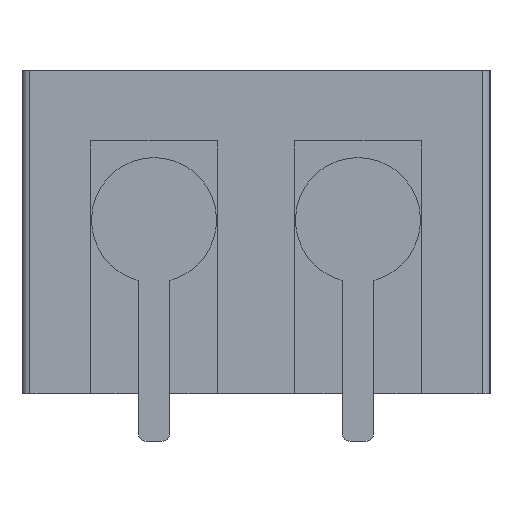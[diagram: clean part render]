
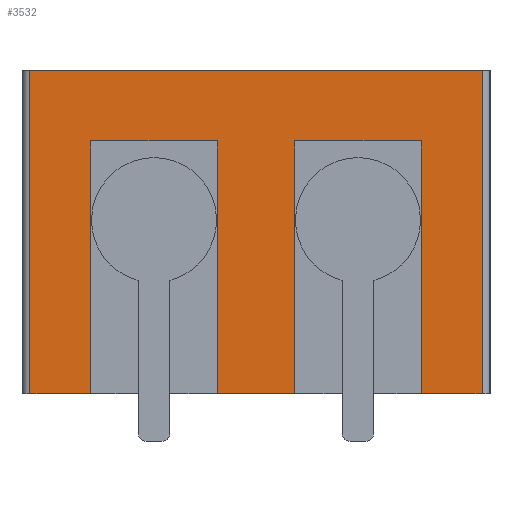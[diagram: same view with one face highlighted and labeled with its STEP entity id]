
A CAD part, left-side view. The second image highlights one B-rep face of the part: STEP entity #3532.
In plain terms, the highlighted planar face has unit normal (-1, 0, 0).
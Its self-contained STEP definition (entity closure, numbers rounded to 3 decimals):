
#13 = EDGE_LOOP ( 'NONE', ( #2493, #297, #671, #1094, #3133, #1142, #3980, #2058, #2535, #3994, #369, #3396 ) ) ;
#86 = VECTOR ( 'NONE', #3479, 1000. ) ;
#98 = CARTESIAN_POINT ( 'NONE',  ( 0., 14.8, 0. ) ) ;
#99 = PLANE ( 'NONE',  #1238 ) ;
#137 = VECTOR ( 'NONE', #3471, 1000. ) ;
#158 = CARTESIAN_POINT ( 'NONE',  ( 0., 25.25, 16. ) ) ;
#192 = VECTOR ( 'NONE', #3026, 1000. ) ;
#216 = VECTOR ( 'NONE', #4324, 1000. ) ;
#237 = VERTEX_POINT ( 'NONE', #4142 ) ;
#252 = CARTESIAN_POINT ( 'NONE',  ( 0., 29.1, 20.45 ) ) ;
#297 = ORIENTED_EDGE ( 'NONE', *, *, #985, .T. ) ;
#303 = CARTESIAN_POINT ( 'NONE',  ( 0., 12.35, 0. ) ) ;
#334 = DIRECTION ( 'NONE',  ( 0., 1., 0. ) ) ;
#348 = CARTESIAN_POINT ( 'NONE',  ( 0., 4.35, 16. ) ) ;
#367 = LINE ( 'NONE', #661, #3869 ) ;
#369 = ORIENTED_EDGE ( 'NONE', *, *, #3896, .T. ) ;
#504 = DIRECTION ( 'NONE',  ( 0., -1., 0. ) ) ;
#509 = EDGE_CURVE ( 'NONE', #3436, #1925, #2898, .T. ) ;
#631 = VERTEX_POINT ( 'NONE', #2590 ) ;
#660 = DIRECTION ( 'NONE',  ( 0., 0., -1. ) ) ;
#661 = CARTESIAN_POINT ( 'NONE',  ( 0., 25.25, 0. ) ) ;
#671 = ORIENTED_EDGE ( 'NONE', *, *, #4226, .T. ) ;
#689 = CARTESIAN_POINT ( 'NONE',  ( 0., 0., 0. ) ) ;
#788 = EDGE_CURVE ( 'NONE', #1925, #1337, #2680, .T. ) ;
#826 = VECTOR ( 'NONE', #3488, 1000. ) ;
#918 = CARTESIAN_POINT ( 'NONE',  ( 0., 12.35, 0. ) ) ;
#985 = EDGE_CURVE ( 'NONE', #1337, #1190, #3055, .T. ) ;
#1004 = EDGE_CURVE ( 'NONE', #1196, #3931, #367, .T. ) ;
#1046 = DIRECTION ( 'NONE',  ( 0., 0., 1. ) ) ;
#1092 = VECTOR ( 'NONE', #3512, 1000. ) ;
#1094 = ORIENTED_EDGE ( 'NONE', *, *, #2699, .T. ) ;
#1108 = DIRECTION ( 'NONE',  ( 0., 0., -1. ) ) ;
#1112 = CARTESIAN_POINT ( 'NONE',  ( 0., 0.5, 0. ) ) ;
#1137 = CARTESIAN_POINT ( 'NONE',  ( 0., 14.8, 0. ) ) ;
#1142 = ORIENTED_EDGE ( 'NONE', *, *, #2926, .T. ) ;
#1164 = VERTEX_POINT ( 'NONE', #4321 ) ;
#1180 = EDGE_CURVE ( 'NONE', #1646, #1164, #1220, .T. ) ;
#1190 = VERTEX_POINT ( 'NONE', #252 ) ;
#1196 = VERTEX_POINT ( 'NONE', #3311 ) ;
#1220 = LINE ( 'NONE', #918, #216 ) ;
#1238 = AXIS2_PLACEMENT_3D ( 'NONE', #689, #3069, #1046 ) ;
#1260 = CARTESIAN_POINT ( 'NONE',  ( 0., 0.5, 0. ) ) ;
#1337 = VERTEX_POINT ( 'NONE', #2684 ) ;
#1467 = LINE ( 'NONE', #3475, #2358 ) ;
#1485 = EDGE_CURVE ( 'NONE', #4104, #1646, #4069, .T. ) ;
#1538 = FACE_OUTER_BOUND ( 'NONE', #13, .T. ) ;
#1646 = VERTEX_POINT ( 'NONE', #303 ) ;
#1709 = LINE ( 'NONE', #98, #826 ) ;
#1925 = VERTEX_POINT ( 'NONE', #1260 ) ;
#1985 = LINE ( 'NONE', #2003, #192 ) ;
#2003 = CARTESIAN_POINT ( 'NONE',  ( 0., 17.25, 0. ) ) ;
#2058 = ORIENTED_EDGE ( 'NONE', *, *, #1485, .T. ) ;
#2168 = VECTOR ( 'NONE', #334, 1000. ) ;
#2221 = CARTESIAN_POINT ( 'NONE',  ( 0., 17.25, 0. ) ) ;
#2269 = VECTOR ( 'NONE', #504, 1000. ) ;
#2311 = EDGE_CURVE ( 'NONE', #237, #4104, #1985, .T. ) ;
#2358 = VECTOR ( 'NONE', #1108, 1000. ) ;
#2363 = VERTEX_POINT ( 'NONE', #348 ) ;
#2384 = VECTOR ( 'NONE', #4146, 1000. ) ;
#2398 = CARTESIAN_POINT ( 'NONE',  ( 0., 4.35, 0. ) ) ;
#2493 = ORIENTED_EDGE ( 'NONE', *, *, #788, .T. ) ;
#2512 = CARTESIAN_POINT ( 'NONE',  ( 0., 14.8, 0. ) ) ;
#2535 = ORIENTED_EDGE ( 'NONE', *, *, #1180, .T. ) ;
#2590 = CARTESIAN_POINT ( 'NONE',  ( 0., 29.1, 0. ) ) ;
#2626 = EDGE_CURVE ( 'NONE', #1164, #2363, #3730, .T. ) ;
#2680 = LINE ( 'NONE', #1112, #86 ) ;
#2684 = CARTESIAN_POINT ( 'NONE',  ( 0., 0.5, 20.45 ) ) ;
#2699 = EDGE_CURVE ( 'NONE', #631, #1196, #1709, .T. ) ;
#2898 = LINE ( 'NONE', #1137, #1092 ) ;
#2926 = EDGE_CURVE ( 'NONE', #3931, #237, #3294, .T. ) ;
#3026 = DIRECTION ( 'NONE',  ( 0., 0., -1. ) ) ;
#3055 = LINE ( 'NONE', #4403, #2168 ) ;
#3069 = DIRECTION ( 'NONE',  ( -1., 0., 0. ) ) ;
#3097 = LINE ( 'NONE', #3380, #4018 ) ;
#3109 = CARTESIAN_POINT ( 'NONE',  ( 0., 0., 16. ) ) ;
#3128 = CARTESIAN_POINT ( 'NONE',  ( 0., 0., 16. ) ) ;
#3133 = ORIENTED_EDGE ( 'NONE', *, *, #1004, .T. ) ;
#3294 = LINE ( 'NONE', #3109, #2384 ) ;
#3311 = CARTESIAN_POINT ( 'NONE',  ( 0., 25.25, 0. ) ) ;
#3380 = CARTESIAN_POINT ( 'NONE',  ( 0., 29.1, 0. ) ) ;
#3396 = ORIENTED_EDGE ( 'NONE', *, *, #509, .T. ) ;
#3436 = VERTEX_POINT ( 'NONE', #2398 ) ;
#3471 = DIRECTION ( 'NONE',  ( 0., -1., 0. ) ) ;
#3475 = CARTESIAN_POINT ( 'NONE',  ( 0., 4.35, 0. ) ) ;
#3479 = DIRECTION ( 'NONE',  ( 0., 0., 1. ) ) ;
#3488 = DIRECTION ( 'NONE',  ( 0., -1., 0. ) ) ;
#3512 = DIRECTION ( 'NONE',  ( 0., -1., 0. ) ) ;
#3532 = ADVANCED_FACE ( 'NONE', ( #1538 ), #99, .T. ) ;
#3730 = LINE ( 'NONE', #3128, #137 ) ;
#3869 = VECTOR ( 'NONE', #4063, 1000. ) ;
#3896 = EDGE_CURVE ( 'NONE', #2363, #3436, #1467, .T. ) ;
#3931 = VERTEX_POINT ( 'NONE', #158 ) ;
#3980 = ORIENTED_EDGE ( 'NONE', *, *, #2311, .T. ) ;
#3994 = ORIENTED_EDGE ( 'NONE', *, *, #2626, .T. ) ;
#4018 = VECTOR ( 'NONE', #660, 1000. ) ;
#4063 = DIRECTION ( 'NONE',  ( 0., 0., 1. ) ) ;
#4069 = LINE ( 'NONE', #2512, #2269 ) ;
#4104 = VERTEX_POINT ( 'NONE', #2221 ) ;
#4142 = CARTESIAN_POINT ( 'NONE',  ( 0., 17.25, 16. ) ) ;
#4146 = DIRECTION ( 'NONE',  ( 0., -1., 0. ) ) ;
#4226 = EDGE_CURVE ( 'NONE', #1190, #631, #3097, .T. ) ;
#4321 = CARTESIAN_POINT ( 'NONE',  ( 0., 12.35, 16. ) ) ;
#4324 = DIRECTION ( 'NONE',  ( 0., 0., 1. ) ) ;
#4403 = CARTESIAN_POINT ( 'NONE',  ( 0., 0., 20.45 ) ) ;
